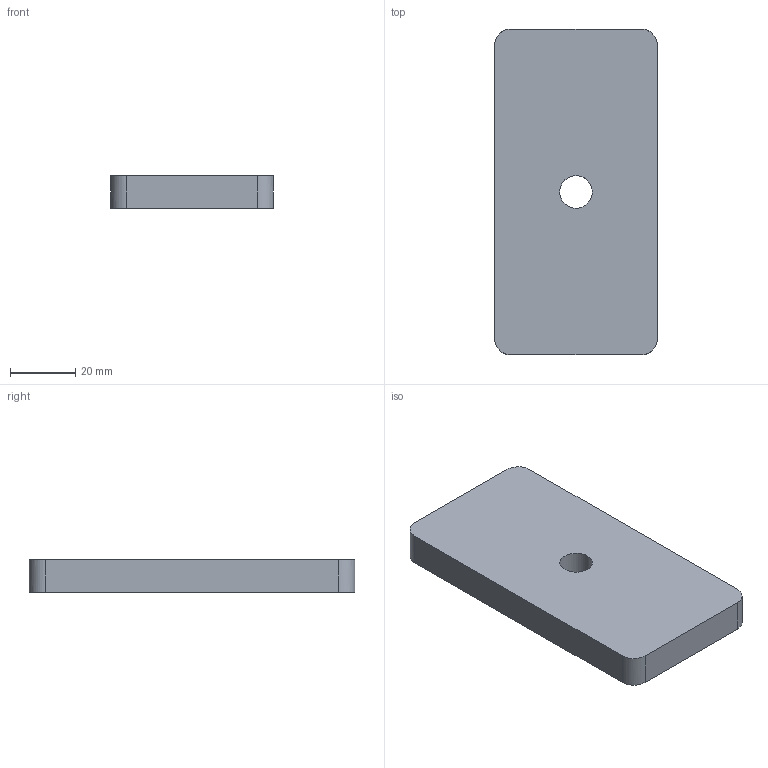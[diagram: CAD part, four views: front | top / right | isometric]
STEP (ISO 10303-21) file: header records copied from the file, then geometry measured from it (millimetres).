
FILE_DESCRIPTION(/* description */ (''),/* implementation_level */ '2;1');
FILE_NAME(/* name */ 'PLATEC~1',/* time_stamp */ '2018-08-28T11:59:11+02:00',/* author */ (''),/* organization */ (''),/* preprocessor_version */ 'ST-DEVELOPER v16.5',/* originating_system */ '',/* authorisation */ '');
FILE_SCHEMA (('CONFIG_CONTROL_DESIGN'));
Length unit declared in the file: millimetre
Products named in the file (1): Document
Bounding box: 50 x 100 x 10 mm (x, y, z)
Volume: 48999.7 mm3; surface area: 13029.2 mm2
Topology: 1 solids, 1 shells, 11 faces, 28 edges, 19 vertices
Faces by surface type: bspline 11
Entity records: 742 total; most frequent: CARTESIAN_POINT 334, ORIENTED_EDGE 54, PCURVE 54, DEFINITIONAL_REPRESENTATION 54, B_SPLINE_CURVE_WITH_KNOTS 37, SURFACE_CURVE 27, EDGE_CURVE 27, VERTEX_POINT 18
